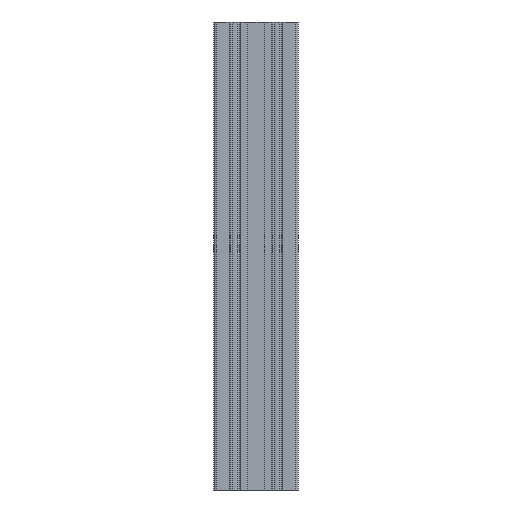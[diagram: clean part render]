
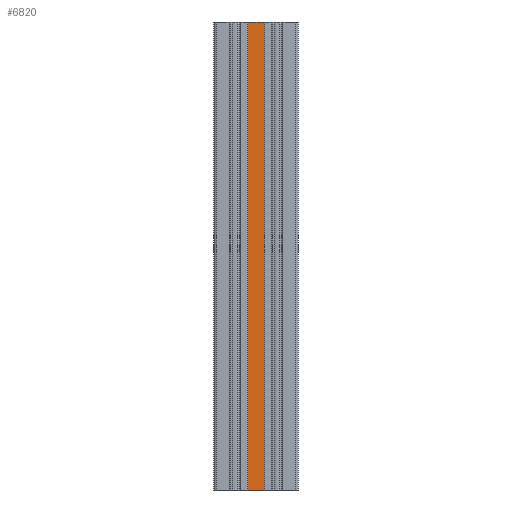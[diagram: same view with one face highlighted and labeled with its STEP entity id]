
A CAD part, front view. The second image highlights one B-rep face of the part: STEP entity #6820.
In plain terms, the highlighted planar face has unit normal (0, -1, 0).
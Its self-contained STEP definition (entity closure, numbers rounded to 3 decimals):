
#341 = LINE ( 'NONE', #385, #384 ) ;
#383 = DIRECTION ( 'NONE',  ( 0., 0., -1. ) ) ;
#384 = VECTOR ( 'NONE', #383, 1000. ) ;
#385 = CARTESIAN_POINT ( 'NONE',  ( -2008.214, -1683.259, 500. ) ) ;
#432 = DIRECTION ( 'NONE',  ( 0., 0., 1. ) ) ;
#436 = CARTESIAN_POINT ( 'NONE',  ( -2008.214, -1683.259, 500. ) ) ;
#437 = DIRECTION ( 'NONE',  ( 0., 0., -1. ) ) ;
#438 = VECTOR ( 'NONE', #437, 1000. ) ;
#439 = LINE ( 'NONE', #459, #438 ) ;
#447 = AXIS2_PLACEMENT_3D ( 'NONE', #436, #460, #432 ) ;
#452 = FACE_OUTER_BOUND ( 'NONE', #6760, .T. ) ;
#459 = CARTESIAN_POINT ( 'NONE',  ( -1990.714, -1683.259, 500. ) ) ;
#460 = DIRECTION ( 'NONE',  ( 0., 1., 0. ) ) ;
#462 = PLANE ( 'NONE',  #447 ) ;
#1163 = CARTESIAN_POINT ( 'NONE',  ( -2008.214, -1683.259, 0. ) ) ;
#1190 = DIRECTION ( 'NONE',  ( 1., 0., 0. ) ) ;
#1191 = VECTOR ( 'NONE', #1190, 1000. ) ;
#1192 = CARTESIAN_POINT ( 'NONE',  ( -2008.214, -1683.259, 0. ) ) ;
#1193 = LINE ( 'NONE', #1192, #1191 ) ;
#1196 = CARTESIAN_POINT ( 'NONE',  ( -1990.714, -1683.259, 0. ) ) ;
#4765 = CARTESIAN_POINT ( 'NONE',  ( -2008.214, -1683.259, 500. ) ) ;
#4816 = DIRECTION ( 'NONE',  ( 1., 0., 0. ) ) ;
#4817 = VECTOR ( 'NONE', #4816, 1000. ) ;
#4818 = CARTESIAN_POINT ( 'NONE',  ( -2008.214, -1683.259, 500. ) ) ;
#4826 = LINE ( 'NONE', #4818, #4817 ) ;
#4853 = CARTESIAN_POINT ( 'NONE',  ( -1990.714, -1683.259, 500. ) ) ;
#6760 = EDGE_LOOP ( 'NONE', ( #6821, #6819, #6802, #6823 ) ) ;
#6769 = EDGE_CURVE ( 'NONE', #9612, #7300, #341, .T. ) ;
#6802 = ORIENTED_EDGE ( 'NONE', *, *, #9642, .F. ) ;
#6818 = EDGE_CURVE ( 'NONE', #9673, #7303, #439, .T. ) ;
#6819 = ORIENTED_EDGE ( 'NONE', *, *, #6818, .F. ) ;
#6820 = ADVANCED_FACE ( 'NONE', ( #452 ), #462, .F. ) ;
#6821 = ORIENTED_EDGE ( 'NONE', *, *, #7301, .T. ) ;
#6823 = ORIENTED_EDGE ( 'NONE', *, *, #6769, .T. ) ;
#7300 = VERTEX_POINT ( 'NONE', #1163 ) ;
#7301 = EDGE_CURVE ( 'NONE', #7300, #7303, #1193, .T. ) ;
#7303 = VERTEX_POINT ( 'NONE', #1196 ) ;
#9612 = VERTEX_POINT ( 'NONE', #4765 ) ;
#9642 = EDGE_CURVE ( 'NONE', #9612, #9673, #4826, .T. ) ;
#9673 = VERTEX_POINT ( 'NONE', #4853 ) ;
